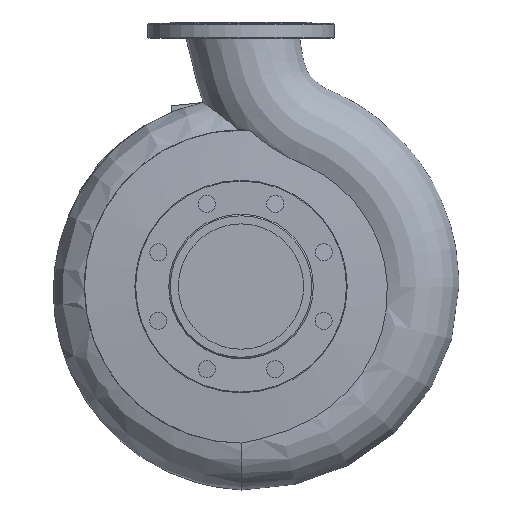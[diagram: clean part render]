
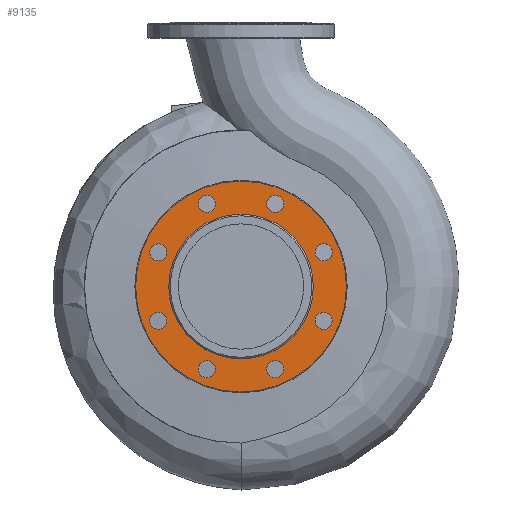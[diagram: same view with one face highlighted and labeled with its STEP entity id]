
A CAD part, left-side view. The second image highlights one B-rep face of the part: STEP entity #9135.
In plain terms, the highlighted planar face has unit normal (-1, 0, 0).
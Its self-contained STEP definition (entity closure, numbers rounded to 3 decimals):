
#325=FACE_BOUND('',#1966,.T.);
#326=FACE_BOUND('',#1967,.T.);
#327=FACE_BOUND('',#1968,.T.);
#328=FACE_BOUND('',#1969,.T.);
#329=FACE_BOUND('',#1970,.T.);
#330=FACE_BOUND('',#1971,.T.);
#331=FACE_BOUND('',#1972,.T.);
#332=FACE_BOUND('',#1973,.T.);
#333=FACE_BOUND('',#1974,.T.);
#511=CIRCLE('',#9811,11.5);
#513=CIRCLE('',#9814,11.5);
#515=CIRCLE('',#9817,11.5);
#517=CIRCLE('',#9820,11.5);
#519=CIRCLE('',#9823,11.5);
#521=CIRCLE('',#9826,11.5);
#523=CIRCLE('',#9829,11.5);
#525=CIRCLE('',#9832,11.5);
#526=CIRCLE('',#9834,97.);
#528=CIRCLE('',#9837,141.5);
#940=PLANE('',#9836);
#1334=FACE_OUTER_BOUND('',#1965,.T.);
#1965=EDGE_LOOP('',(#7202));
#1966=EDGE_LOOP('',(#7203));
#1967=EDGE_LOOP('',(#7204));
#1968=EDGE_LOOP('',(#7205));
#1969=EDGE_LOOP('',(#7206));
#1970=EDGE_LOOP('',(#7207));
#1971=EDGE_LOOP('',(#7208));
#1972=EDGE_LOOP('',(#7209));
#1973=EDGE_LOOP('',(#7210));
#1974=EDGE_LOOP('',(#7211));
#4346=VERTEX_POINT('',#15295);
#4348=VERTEX_POINT('',#15300);
#4350=VERTEX_POINT('',#15305);
#4352=VERTEX_POINT('',#15310);
#4354=VERTEX_POINT('',#15315);
#4356=VERTEX_POINT('',#15320);
#4358=VERTEX_POINT('',#15325);
#4360=VERTEX_POINT('',#15330);
#4361=VERTEX_POINT('',#15333);
#4363=VERTEX_POINT('',#15338);
#5388=EDGE_CURVE('',#4346,#4346,#511,.T.);
#5390=EDGE_CURVE('',#4348,#4348,#513,.T.);
#5392=EDGE_CURVE('',#4350,#4350,#515,.T.);
#5394=EDGE_CURVE('',#4352,#4352,#517,.T.);
#5396=EDGE_CURVE('',#4354,#4354,#519,.T.);
#5398=EDGE_CURVE('',#4356,#4356,#521,.T.);
#5400=EDGE_CURVE('',#4358,#4358,#523,.T.);
#5402=EDGE_CURVE('',#4360,#4360,#525,.T.);
#5403=EDGE_CURVE('',#4361,#4361,#526,.T.);
#5405=EDGE_CURVE('',#4363,#4363,#528,.T.);
#7202=ORIENTED_EDGE('',*,*,#5405,.T.);
#7203=ORIENTED_EDGE('',*,*,#5388,.F.);
#7204=ORIENTED_EDGE('',*,*,#5390,.F.);
#7205=ORIENTED_EDGE('',*,*,#5392,.F.);
#7206=ORIENTED_EDGE('',*,*,#5394,.F.);
#7207=ORIENTED_EDGE('',*,*,#5396,.F.);
#7208=ORIENTED_EDGE('',*,*,#5398,.F.);
#7209=ORIENTED_EDGE('',*,*,#5400,.F.);
#7210=ORIENTED_EDGE('',*,*,#5402,.F.);
#7211=ORIENTED_EDGE('',*,*,#5403,.F.);
#9135=ADVANCED_FACE('',(#1334,#325,#326,#327,#328,#329,#330,#331,#332,#333),
#940,.F.);
#9811=AXIS2_PLACEMENT_3D('',#15296,#11424,#11425);
#9814=AXIS2_PLACEMENT_3D('',#15301,#11430,#11431);
#9817=AXIS2_PLACEMENT_3D('',#15306,#11436,#11437);
#9820=AXIS2_PLACEMENT_3D('',#15311,#11442,#11443);
#9823=AXIS2_PLACEMENT_3D('',#15316,#11448,#11449);
#9826=AXIS2_PLACEMENT_3D('',#15321,#11454,#11455);
#9829=AXIS2_PLACEMENT_3D('',#15326,#11460,#11461);
#9832=AXIS2_PLACEMENT_3D('',#15331,#11466,#11467);
#9834=AXIS2_PLACEMENT_3D('',#15334,#11470,#11471);
#9836=AXIS2_PLACEMENT_3D('',#15337,#11474,#11475);
#9837=AXIS2_PLACEMENT_3D('',#15339,#11476,#11477);
#11424=DIRECTION('center_axis',(-1.,0.,0.));
#11425=DIRECTION('ref_axis',(0.,0.707,-0.707));
#11430=DIRECTION('center_axis',(-1.,0.,0.));
#11431=DIRECTION('ref_axis',(0.,1.,0.));
#11436=DIRECTION('center_axis',(-1.,0.,0.));
#11437=DIRECTION('ref_axis',(0.,0.707,0.707));
#11442=DIRECTION('center_axis',(-1.,0.,0.));
#11443=DIRECTION('ref_axis',(0.,0.,
1.));
#11448=DIRECTION('center_axis',(-1.,0.,0.));
#11449=DIRECTION('ref_axis',(0.,-0.707,0.707));
#11454=DIRECTION('center_axis',(-1.,0.,0.));
#11455=DIRECTION('ref_axis',(0.,-1.,0.));
#11460=DIRECTION('center_axis',(-1.,0.,0.));
#11461=DIRECTION('ref_axis',(0.,-0.707,-0.707));
#11466=DIRECTION('center_axis',(-1.,0.,0.));
#11467=DIRECTION('ref_axis',(0.,0.,-1.));
#11470=DIRECTION('center_axis',(-1.,0.,0.));
#11471=DIRECTION('ref_axis',(0.,-1.,0.));
#11474=DIRECTION('center_axis',(1.,0.,0.));
#11475=DIRECTION('ref_axis',(0.,0.,1.));
#11476=DIRECTION('center_axis',(-1.,0.,0.));
#11477=DIRECTION('ref_axis',(0.,-1.,0.));
#15295=CARTESIAN_POINT('',(-138.,-118.997,142.21));
#15296=CARTESIAN_POINT('Origin',(-138.,-110.866,134.078));
#15300=CARTESIAN_POINT('',(-138.,-57.422,69.134));
#15301=CARTESIAN_POINT('Origin',(-138.,-45.922,69.134));
#15305=CARTESIAN_POINT('',(-138.,37.79,61.003));
#15306=CARTESIAN_POINT('Origin',(-138.,45.922,69.134));
#15310=CARTESIAN_POINT('',(-138.,110.866,122.578));
#15311=CARTESIAN_POINT('Origin',(-138.,110.866,134.078));
#15315=CARTESIAN_POINT('',(-138.,118.997,217.79));
#15316=CARTESIAN_POINT('Origin',(-138.,110.866,225.922));
#15320=CARTESIAN_POINT('',(-138.,57.422,290.866));
#15321=CARTESIAN_POINT('Origin',(-138.,45.922,290.866));
#15325=CARTESIAN_POINT('',(-138.,-37.79,298.997));
#15326=CARTESIAN_POINT('Origin',(-138.,-45.922,290.866));
#15330=CARTESIAN_POINT('',(-138.,-110.866,237.422));
#15331=CARTESIAN_POINT('Origin',(-138.,-110.866,225.922));
#15333=CARTESIAN_POINT('',(-138.,-97.,180.));
#15334=CARTESIAN_POINT('Origin',(-138.,0.,180.));
#15337=CARTESIAN_POINT('Origin',(-138.,-119.25,180.));
#15338=CARTESIAN_POINT('',(-138.,-141.5,180.));
#15339=CARTESIAN_POINT('Origin',(-138.,0.,180.));
